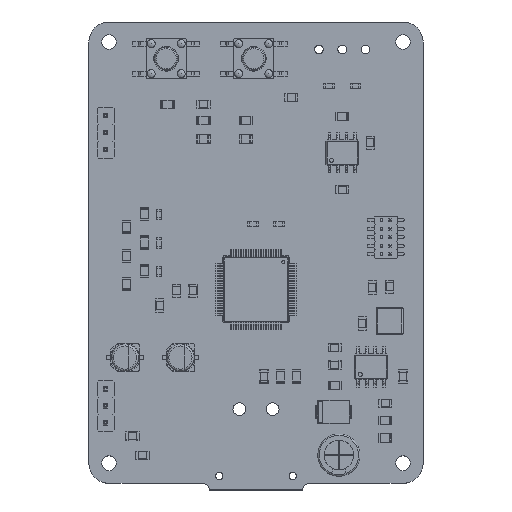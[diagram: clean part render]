
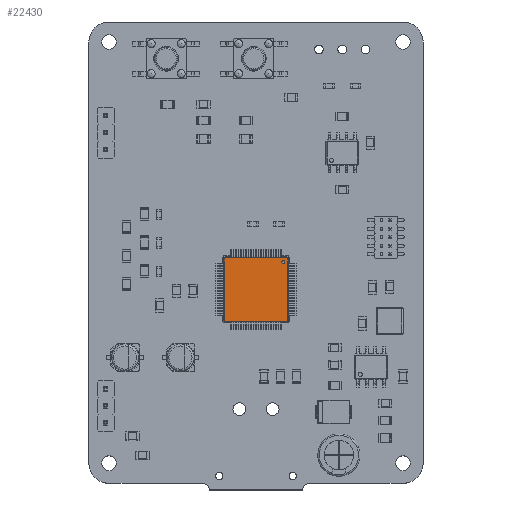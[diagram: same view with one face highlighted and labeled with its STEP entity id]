
A CAD part, top view. The second image highlights one B-rep face of the part: STEP entity #22430.
In plain terms, the highlighted planar face has unit normal (0, 0, 1).
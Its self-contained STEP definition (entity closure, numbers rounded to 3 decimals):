
#15419 = VERTEX_POINT('',#15420);
#15420 = CARTESIAN_POINT('',(-4.702,4.746,1.5));
#15713 = EDGE_CURVE('',#15419,#15714,#15716,.T.);
#15714 = VERTEX_POINT('',#15715);
#15715 = CARTESIAN_POINT('',(4.702,4.746,1.5));
#15716 = B_SPLINE_CURVE_WITH_KNOTS('',2,(#15717,#15718,#15719,#15720,
    #15721),.UNSPECIFIED.,.F.,.F.,(3,1,1,3),(-0.503,
    -0.04,9.477,9.939),.UNSPECIFIED.);
#15717 = CARTESIAN_POINT('',(-5.221,4.746,1.5));
#15718 = CARTESIAN_POINT('',(-4.99,4.746,1.5));
#15719 = CARTESIAN_POINT('',(0.,4.746,1.5));
#15720 = CARTESIAN_POINT('',(4.99,4.746,1.5));
#15721 = CARTESIAN_POINT('',(5.221,4.746,1.5));
#21790 = EDGE_CURVE('',#15714,#21791,#21793,.T.);
#21791 = VERTEX_POINT('',#21792);
#21792 = CARTESIAN_POINT('',(4.746,4.702,1.5));
#21793 = B_SPLINE_CURVE_WITH_KNOTS('',2,(#21794,#21795,#21796,#21797,
    #21798),.UNSPECIFIED.,.F.,.F.,(3,1,1,3),(-0.216,
    -0.04,0.137,0.313),.UNSPECIFIED.);
#21794 = CARTESIAN_POINT('',(4.537,4.911,1.5));
#21795 = CARTESIAN_POINT('',(4.6,4.849,1.5));
#21796 = CARTESIAN_POINT('',(4.724,4.724,1.5));
#21797 = CARTESIAN_POINT('',(4.849,4.6,1.5));
#21798 = CARTESIAN_POINT('',(4.911,4.537,1.5));
#22114 = VERTEX_POINT('',#22115);
#22115 = CARTESIAN_POINT('',(-4.746,4.702,1.5));
#22405 = EDGE_CURVE('',#22114,#15419,#22406,.T.);
#22406 = B_SPLINE_CURVE_WITH_KNOTS('',2,(#22407,#22408,#22409,#22410,
    #22411),.UNSPECIFIED.,.F.,.F.,(3,1,1,3),(-0.216,
    -0.04,0.137,0.313),.UNSPECIFIED.);
#22407 = CARTESIAN_POINT('',(-4.911,4.537,1.5));
#22408 = CARTESIAN_POINT('',(-4.849,4.6,1.5));
#22409 = CARTESIAN_POINT('',(-4.724,4.724,1.5));
#22410 = CARTESIAN_POINT('',(-4.6,4.849,1.5));
#22411 = CARTESIAN_POINT('',(-4.537,4.911,1.5));
#22430 = ADVANCED_FACE('',(#22431,#22484),#22495,.T.);
#22431 = FACE_BOUND('',#22432,.T.);
#22432 = EDGE_LOOP('',(#22433,#22434,#22435,#22445,#22455,#22465,#22475,
    #22483));
#22433 = ORIENTED_EDGE('',*,*,#15713,.F.);
#22434 = ORIENTED_EDGE('',*,*,#22405,.F.);
#22435 = ORIENTED_EDGE('',*,*,#22436,.F.);
#22436 = EDGE_CURVE('',#22437,#22114,#22439,.T.);
#22437 = VERTEX_POINT('',#22438);
#22438 = CARTESIAN_POINT('',(-4.746,-4.702,1.5));
#22439 = B_SPLINE_CURVE_WITH_KNOTS('',2,(#22440,#22441,#22442,#22443,
    #22444),.UNSPECIFIED.,.F.,.F.,(3,1,1,3),(-0.503,
    -0.04,9.477,9.939),.UNSPECIFIED.);
#22440 = CARTESIAN_POINT('',(-4.746,-5.221,1.5));
#22441 = CARTESIAN_POINT('',(-4.746,-4.99,1.5));
#22442 = CARTESIAN_POINT('',(-4.746,0.,1.5));
#22443 = CARTESIAN_POINT('',(-4.746,4.99,1.5));
#22444 = CARTESIAN_POINT('',(-4.746,5.221,1.5));
#22445 = ORIENTED_EDGE('',*,*,#22446,.F.);
#22446 = EDGE_CURVE('',#22447,#22437,#22449,.T.);
#22447 = VERTEX_POINT('',#22448);
#22448 = CARTESIAN_POINT('',(-4.702,-4.746,1.5));
#22449 = B_SPLINE_CURVE_WITH_KNOTS('',2,(#22450,#22451,#22452,#22453,
    #22454),.UNSPECIFIED.,.F.,.F.,(3,1,1,3),(-0.216,
    -0.04,0.137,0.313),.UNSPECIFIED.);
#22450 = CARTESIAN_POINT('',(-4.537,-4.911,1.5));
#22451 = CARTESIAN_POINT('',(-4.6,-4.849,1.5));
#22452 = CARTESIAN_POINT('',(-4.724,-4.724,1.5));
#22453 = CARTESIAN_POINT('',(-4.849,-4.6,1.5));
#22454 = CARTESIAN_POINT('',(-4.911,-4.537,1.5));
#22455 = ORIENTED_EDGE('',*,*,#22456,.F.);
#22456 = EDGE_CURVE('',#22457,#22447,#22459,.T.);
#22457 = VERTEX_POINT('',#22458);
#22458 = CARTESIAN_POINT('',(4.702,-4.746,1.5));
#22459 = B_SPLINE_CURVE_WITH_KNOTS('',2,(#22460,#22461,#22462,#22463,
    #22464),.UNSPECIFIED.,.F.,.F.,(3,1,1,3),(-0.503,
    -0.04,9.477,9.939),.UNSPECIFIED.);
#22460 = CARTESIAN_POINT('',(5.221,-4.746,1.5));
#22461 = CARTESIAN_POINT('',(4.99,-4.746,1.5));
#22462 = CARTESIAN_POINT('',(0.,-4.746,1.5));
#22463 = CARTESIAN_POINT('',(-4.99,-4.746,1.5));
#22464 = CARTESIAN_POINT('',(-5.221,-4.746,1.5));
#22465 = ORIENTED_EDGE('',*,*,#22466,.F.);
#22466 = EDGE_CURVE('',#22467,#22457,#22469,.T.);
#22467 = VERTEX_POINT('',#22468);
#22468 = CARTESIAN_POINT('',(4.746,-4.702,1.5));
#22469 = B_SPLINE_CURVE_WITH_KNOTS('',2,(#22470,#22471,#22472,#22473,
    #22474),.UNSPECIFIED.,.F.,.F.,(3,1,1,3),(-0.216,
    -0.04,0.137,0.313),.UNSPECIFIED.);
#22470 = CARTESIAN_POINT('',(4.911,-4.537,1.5));
#22471 = CARTESIAN_POINT('',(4.849,-4.6,1.5));
#22472 = CARTESIAN_POINT('',(4.724,-4.724,1.5));
#22473 = CARTESIAN_POINT('',(4.6,-4.849,1.5));
#22474 = CARTESIAN_POINT('',(4.537,-4.911,1.5));
#22475 = ORIENTED_EDGE('',*,*,#22476,.F.);
#22476 = EDGE_CURVE('',#21791,#22467,#22477,.T.);
#22477 = B_SPLINE_CURVE_WITH_KNOTS('',2,(#22478,#22479,#22480,#22481,
    #22482),.UNSPECIFIED.,.F.,.F.,(3,1,1,3),(-0.503,
    -0.04,9.477,9.939),.UNSPECIFIED.);
#22478 = CARTESIAN_POINT('',(4.746,5.221,1.5));
#22479 = CARTESIAN_POINT('',(4.746,4.99,1.5));
#22480 = CARTESIAN_POINT('',(4.746,0.,1.5));
#22481 = CARTESIAN_POINT('',(4.746,-4.99,1.5));
#22482 = CARTESIAN_POINT('',(4.746,-5.221,1.5));
#22483 = ORIENTED_EDGE('',*,*,#21790,.F.);
#22484 = FACE_BOUND('',#22485,.T.);
#22485 = EDGE_LOOP('',(#22486));
#22486 = ORIENTED_EDGE('',*,*,#22487,.F.);
#22487 = EDGE_CURVE('',#22488,#22488,#22490,.T.);
#22488 = VERTEX_POINT('',#22489);
#22489 = CARTESIAN_POINT('',(-4.087,3.837,1.5));
#22490 = CIRCLE('',#22491,0.25);
#22491 = AXIS2_PLACEMENT_3D('',#22492,#22493,#22494);
#22492 = CARTESIAN_POINT('',(-4.087,4.087,1.5));
#22493 = DIRECTION('',(-0.,0.,1.));
#22494 = DIRECTION('',(0.,-1.,0.));
#22495 = PLANE('',#22496);
#22496 = AXIS2_PLACEMENT_3D('',#22497,#22498,#22499);
#22497 = CARTESIAN_POINT('',(-4.718,4.787,1.5));
#22498 = DIRECTION('',(0.,0.,1.));
#22499 = DIRECTION('',(0.702,-0.712,0.));
